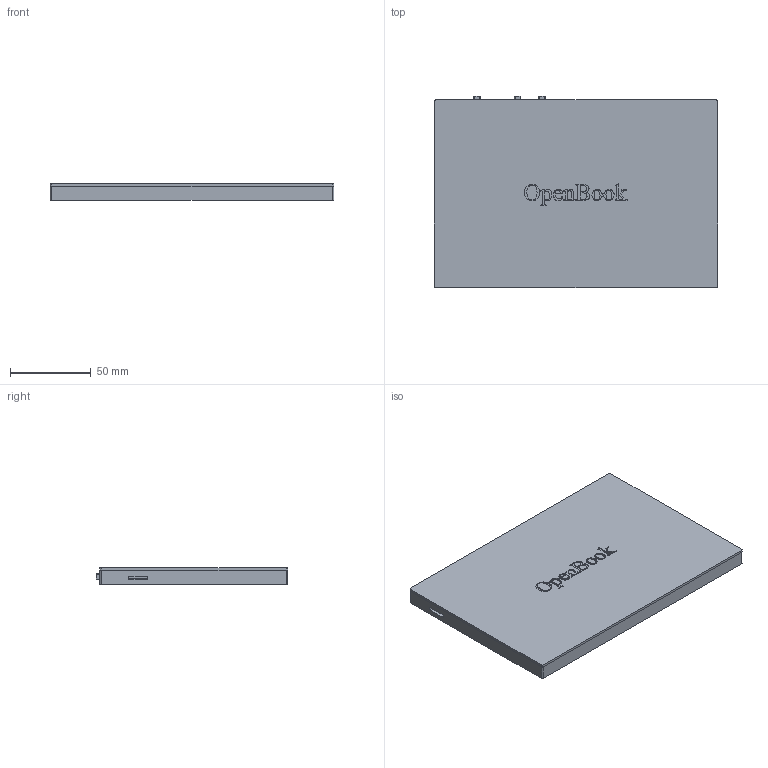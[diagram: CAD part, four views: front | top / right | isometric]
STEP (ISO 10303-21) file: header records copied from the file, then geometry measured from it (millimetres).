
FILE_DESCRIPTION(/* description */ (''),/* implementation_level */ '2;1');
FILE_NAME(/* name */ 'OpenBook Enclosure case.step',/* time_stamp */ '2025-04-07T12:34:17+03:00',/* author */ (''),/* organization */ (''),/* preprocessor_version */ 'ST-DEVELOPER v20.1',/* originating_system */ 'Autodesk Translation Framework v14.4.0.0',/* authorisation */ '');
FILE_SCHEMA (('AUTOMOTIVE_DESIGN { 1 0 10303 214 3 1 1 }'));
Length unit declared in the file: millimetre
Products named in the file (1): OpenBook Enclosure
Bounding box: 175.2 x 118.55 x 10.2 mm (x, y, z)
Volume: 57758 mm3; surface area: 65748.5 mm2
Topology: 5 solids, 5 shells, 421 faces, 1140 edges, 752 vertices
Faces by surface type: plane 201, bspline 184, cylinder 36
Entity records: 14831 total; most frequent: CARTESIAN_POINT 5334, ORIENTED_EDGE 2280, DIRECTION 1356, EDGE_CURVE 1140, VERTEX_POINT 752, LINE 712, VECTOR 712, EDGE_LOOP 458
